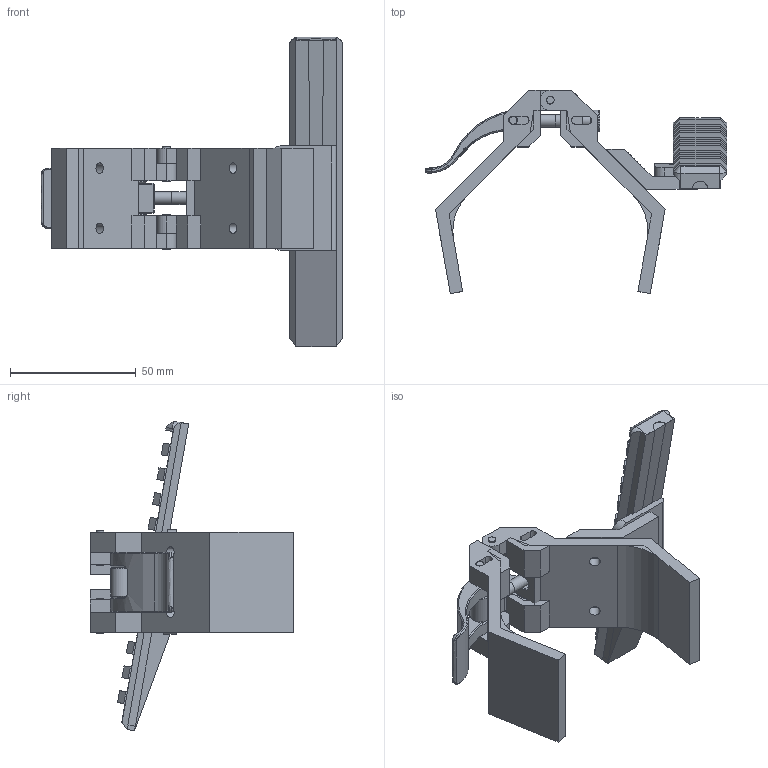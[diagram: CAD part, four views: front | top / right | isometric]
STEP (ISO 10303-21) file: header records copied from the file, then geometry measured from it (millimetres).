
FILE_DESCRIPTION(('FreeCAD Model'),'2;1');
FILE_NAME('Open CASCADE Shape Model','2024-12-19T13:38:46',(''),(''), 'Open CASCADE STEP processor 7.6','FreeCAD','Unknown');
FILE_SCHEMA(('AUTOMOTIVE_DESIGN { 1 0 10303 214 1 1 1 1 }'));
Length unit declared in the file: millimetre
Products named in the file (13): arrow; axis1; Part; M5x30-Screw; SOLID001; PEDAL001; axis3; axis2; mount; picatini offset002; arrow2_1; arrow2_2; arrow2_plug
Assembly tree (12 placements, depth 3):
  arrow
    axis1
    Part
      M5x30-Screw
      SOLID001
      PEDAL001
      axis3
    axis2
    mount
    picatini offset002
    arrow2_1
    arrow2_2
    arrow2_plug
Bounding box: 120.01 x 80.93 x 123.19 mm (x, y, z)
Volume: 78564.6 mm3; surface area: 40135.4 mm2
Topology: 11 solids, 11 shells, 379 faces, 969 edges, 612 vertices
Faces by surface type: bspline 181, plane 146, cylinder 41, cone 9, revolution 2
Full cylindrical faces by diameter (mm): 2.667 x1, 3 x7, 4.2 x6, 5 x4, 8.5 x1, 10 x2
Entity records: 13405 total; most frequent: CARTESIAN_POINT 4374, ORIENTED_EDGE 1936, DIRECTION 1507, EDGE_CURVE 968, LINE 737, VECTOR 737, VERTEX_POINT 612, FACE_BOUND 418
